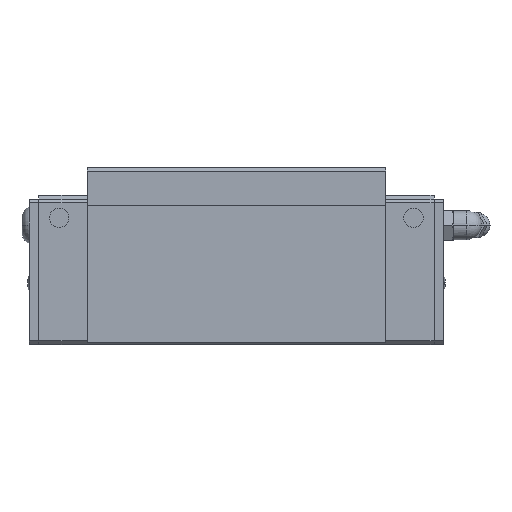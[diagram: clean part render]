
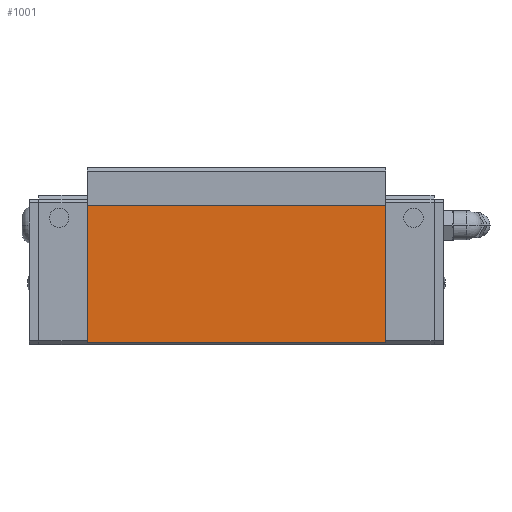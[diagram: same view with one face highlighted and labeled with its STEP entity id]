
A CAD part, left-side view. The second image highlights one B-rep face of the part: STEP entity #1001.
In plain terms, the highlighted planar face has unit normal (-1, 0, 0).
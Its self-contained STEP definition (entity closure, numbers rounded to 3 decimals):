
#1001=ADVANCED_FACE('',(#2051),#2052,.T.);
#2051=FACE_OUTER_BOUND('',#3132,.T.);
#2052=PLANE('',#3133);
#3132=EDGE_LOOP('',(#6179,#6180,#6181,#6182));
#3133=AXIS2_PLACEMENT_3D('',#6183,#6184,#6185);
#6179=ORIENTED_EDGE('',*,*,#7572,.F.);
#6180=ORIENTED_EDGE('',*,*,#7617,.F.);
#6181=ORIENTED_EDGE('',*,*,#7550,.F.);
#6182=ORIENTED_EDGE('',*,*,#7615,.T.);
#6183=CARTESIAN_POINT('',(-34.49,55.501,17.3));
#6184=DIRECTION('',(-1.0,0.0,0.0));
#6185=DIRECTION('',(0.0,0.0,1.0));
#7550=EDGE_CURVE('',#9340,#9342,#9343,.T.);
#7572=EDGE_CURVE('',#9370,#9372,#9373,.T.);
#7615=EDGE_CURVE('',#9340,#9372,#9430,.T.);
#7617=EDGE_CURVE('',#9342,#9370,#9432,.T.);
#9340=VERTEX_POINT('',#12933);
#9342=VERTEX_POINT('',#12936);
#9343=LINE('',#12937,#12938);
#9370=VERTEX_POINT('',#12978);
#9372=VERTEX_POINT('',#12981);
#9373=LINE('',#12982,#12983);
#9430=LINE('',#13067,#13068);
#9432=LINE('',#13070,#13071);
#12933=CARTESIAN_POINT('',(-34.49,15.501,44.8));
#12936=CARTESIAN_POINT('',(-34.49,15.501,7.99));
#12937=CARTESIAN_POINT('',(-34.49,15.501,24.275));
#12938=VECTOR('',#14277,1.0);
#12978=CARTESIAN_POINT('',(-34.49,95.501,7.99));
#12981=CARTESIAN_POINT('',(-34.49,95.501,44.8));
#12982=CARTESIAN_POINT('',(-34.49,95.501,24.275));
#12983=VECTOR('',#14292,1.0);
#13067=CARTESIAN_POINT('',(-34.49,55.501,44.8));
#13068=VECTOR('',#14332,1.0);
#13070=CARTESIAN_POINT('',(-34.49,75.501,7.99));
#13071=VECTOR('',#14333,1.0);
#14277=DIRECTION('',(-0.0,-0.0,-1.0));
#14292=DIRECTION('',(0.0,0.0,1.0));
#14332=DIRECTION('',(0.0,1.0,0.0));
#14333=DIRECTION('',(0.0,1.0,-0.0));
